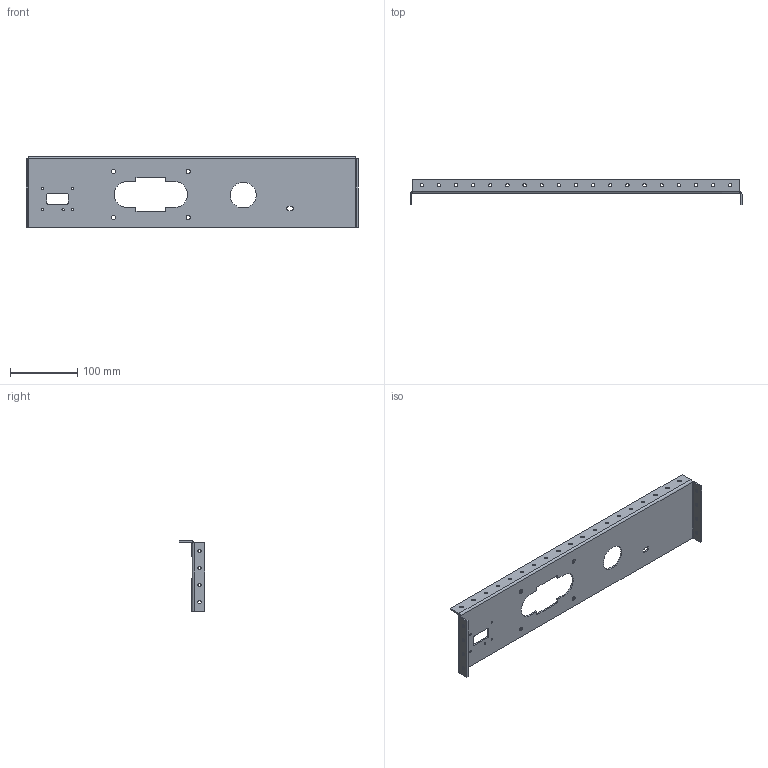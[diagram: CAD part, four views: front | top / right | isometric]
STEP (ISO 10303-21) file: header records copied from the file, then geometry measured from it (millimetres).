
FILE_DESCRIPTION (( 'STEP AP203' ), '1' );
FILE_NAME ('Penthouse_Rear_WallSCS.STEP', '2024-12-10T22:04:10', ( '' ), ( '' ), 'SwSTEP 2.0', 'SolidWorks 2024', '' );
FILE_SCHEMA (( 'CONFIG_CONTROL_DESIGN' ));
Length unit declared in the file: millimetre
Products named in the file (1): Penthouse_Rear_WallSCS
Bounding box: 491.97 x 38.1 x 104.7 mm (x, y, z)
Volume: 129846.3 mm3; surface area: 119037.7 mm2
Topology: 1 solids, 1 shells, 147 faces, 411 edges, 266 vertices
Faces by surface type: cylinder 88, plane 51, bspline 8
Entity records: 5086 total; most frequent: CARTESIAN_POINT 1009, DIRECTION 823, ORIENTED_EDGE 822, EDGE_CURVE 411, AXIS2_PLACEMENT_3D 308, VERTEX_POINT 266, EDGE_LOOP 227, LINE 207
